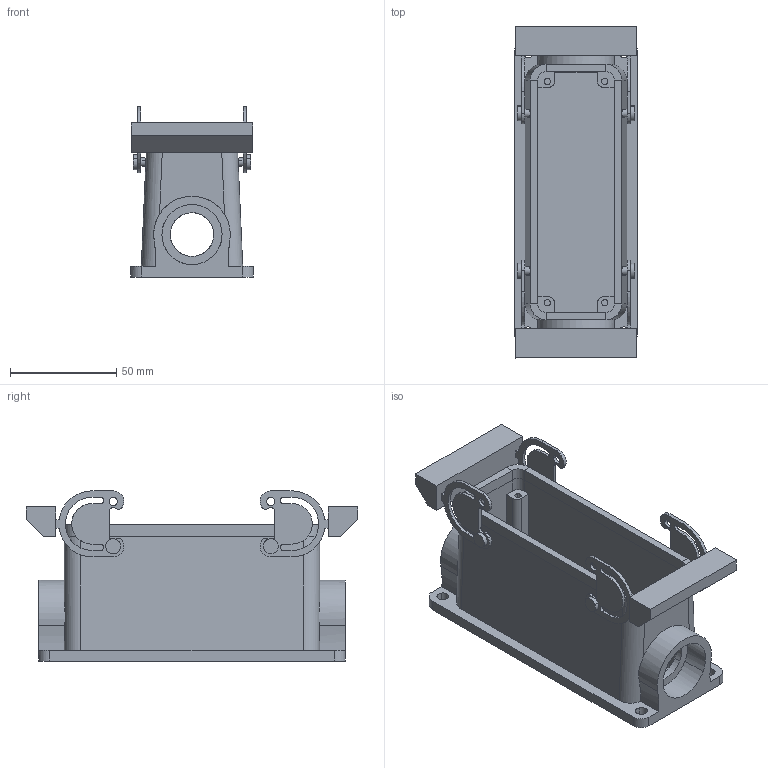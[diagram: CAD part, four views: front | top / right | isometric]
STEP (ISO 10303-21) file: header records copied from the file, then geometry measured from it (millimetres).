
FILE_DESCRIPTION(('CATIA V5 STEP Exchange','CAx-IF Rec.Pracs.--- Model Styling and Organization---1.4--- 2014-01-23'),'2;1');
FILE_NAME ('13415392_2', '2019-07-25T14:14:21+00:00', ('none'), ('Weidmueller'), 'CATIA Version 5-6 Release 2016 SP3 HF44', 'CATIA V5 STEP AP214', 'none');
FILE_SCHEMA(('AUTOMOTIVE_DESIGN { 1 0 10303 214 1 1 1 1 }'));
Length unit declared in the file: millimetre
Products named in the file (1): 1661520000
Bounding box: 57.5 x 156 x 80 mm (x, y, z)
Volume: 159594 mm3; surface area: 71754.7 mm2
Topology: 2 solids, 2 shells, 275 faces, 750 edges, 490 vertices
Faces by surface type: plane 139, cylinder 136
Entity records: 8983 total; most frequent: CARTESIAN_POINT 2489, ORIENTED_EDGE 1500, DIRECTION 1009, EDGE_CURVE 750, VERTEX_POINT 490, VECTOR 442, LINE 442, AXIS2_PLACEMENT_3D 394
